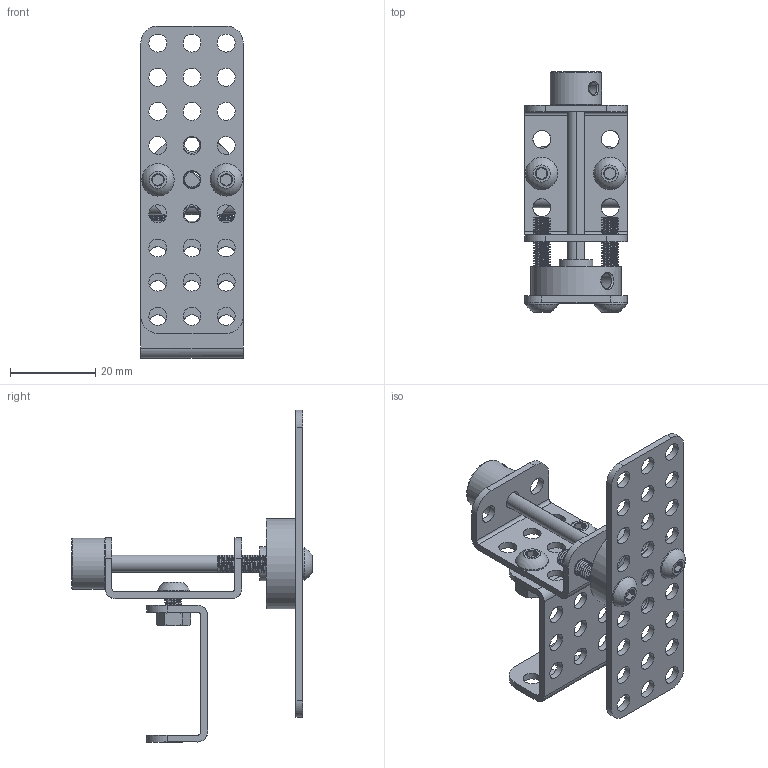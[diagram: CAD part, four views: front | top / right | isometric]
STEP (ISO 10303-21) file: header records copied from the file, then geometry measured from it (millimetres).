
FILE_DESCRIPTION( ( '' ), ' ' );
FILE_NAME( '5e2f0570dae0de116e26cfac.step', '2020-01-27T15:44:49', ( '' ), ( '' ), ' ', ' ', ' ' );
FILE_SCHEMA( ( 'AUTOMOTIVE_DESIGN { 1 0 10303 214 1 1 1 1 }' ) );
Length unit declared in the file: metre
Products named in the file (10): BB *Step 10 <1>; 08-0019 4mm Axle Collar; 08-0007 4mm Axle Hub; 2802-0004-0020; 10-0052 52mm D-Shaft; 05-0303 3x3 Flanged Plate; 04-0309 3x9 Gusset Plate; Assem1; 2802-0004-0008; 2801-0004-0032
Assembly tree (13 placements, depth 3):
  Assem1
    05-0303 3x3 Flanged Plate
    2802-0004-0008  x2
    2801-0004-0032  x2
    BB *Step 10 <1>
      08-0019 4mm Axle Collar
      08-0007 4mm Axle Hub
      2802-0004-0020  x2
      10-0052 52mm D-Shaft
      05-0303 3x3 Flanged Plate
      04-0309 3x9 Gusset Plate
Bounding box: 24 x 56.3 x 77.77 mm (x, y, z)
Volume: 10153 mm3; surface area: 13909 mm2
Topology: 12 solids, 12 shells, 285 faces, 1189 edges, 941 vertices
Faces by surface type: cylinder 105, plane 92, cone 66, bspline 14, sphere 4, torus 4
Full cylindrical faces by diameter (mm): 2.8 x1, 3.4 x4, 3.45 x1, 4 x1, 4.05 x1, 4.2 x57, 7.6 x4, 7.95 x1, 12 x1, 21.1 x1
Entity records: 24188 total; most frequent: CARTESIAN_POINT 17725, ORIENTED_EDGE 1282, EDGE_CURVE 641, DIRECTION 565, VERTEX_POINT 555, B_SPLINE_CURVE_WITH_KNOTS 383, EDGE_LOOP 362, AXIS2_PLACEMENT_3D 267
